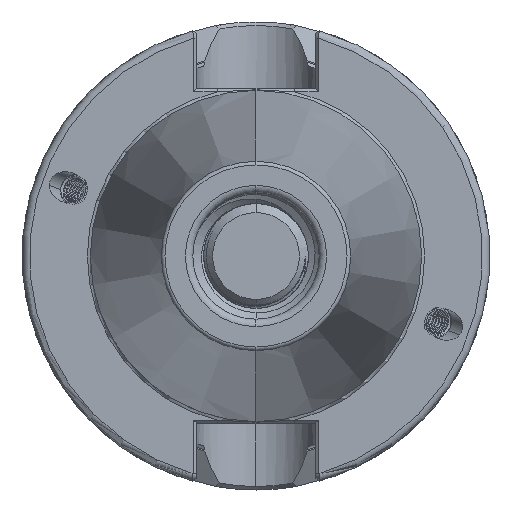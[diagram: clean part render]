
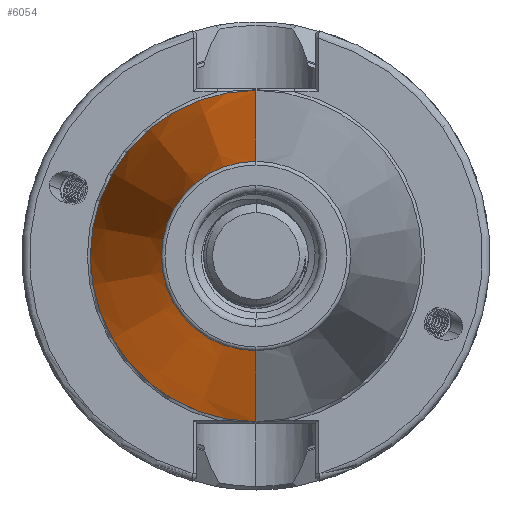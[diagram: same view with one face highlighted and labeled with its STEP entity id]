
A CAD part, left-side view. The second image highlights one B-rep face of the part: STEP entity #6054.
In plain terms, the highlighted conical face has half-angle 8.297 degrees and reference radius 22.298 mm.
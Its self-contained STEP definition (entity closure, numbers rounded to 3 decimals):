
#1937 = AXIS2_PLACEMENT_3D ( 'NONE', #22709, #22712, #22714 ) ;
#1952 = AXIS2_PLACEMENT_3D ( 'NONE', #22671, #22673, #22674 ) ;
#6054 = ADVANCED_FACE ( 'NONE', ( #18049 ), #18047, .T. ) ;
#6371 = EDGE_LOOP ( 'NONE', ( #20584, #20572, #20581, #20594 ) ) ;
#7161 = VERTEX_POINT ( 'NONE', #11198 ) ;
#7162 = VERTEX_POINT ( 'NONE', #11158 ) ;
#7173 = VERTEX_POINT ( 'NONE', #11174 ) ;
#7201 = VERTEX_POINT ( 'NONE', #11254 ) ;
#9570 = AXIS2_PLACEMENT_3D ( 'NONE', #11002, #10983, #10919 ) ;
#10919 = DIRECTION ( 'NONE',  ( 0., 0., -1. ) ) ;
#10983 = DIRECTION ( 'NONE',  ( 1., 0., 0. ) ) ;
#11002 = CARTESIAN_POINT ( 'NONE',  ( -1.5, 0., 0. ) ) ;
#11158 = CARTESIAN_POINT ( 'NONE',  ( -1.5, 0., -22.298 ) ) ;
#11174 = CARTESIAN_POINT ( 'NONE',  ( -66.972, 0., 12.75 ) ) ;
#11198 = CARTESIAN_POINT ( 'NONE',  ( -66.972, 0., -12.75 ) ) ;
#11254 = CARTESIAN_POINT ( 'NONE',  ( -1.5, 0., 22.298 ) ) ;
#16679 = EDGE_CURVE ( 'NONE', #7162, #7201, #18177, .T. ) ;
#16695 = EDGE_CURVE ( 'NONE', #7161, #7162, #18179, .T. ) ;
#16697 = EDGE_CURVE ( 'NONE', #7161, #7173, #18185, .T. ) ;
#16726 = EDGE_CURVE ( 'NONE', #7173, #7201, #18266, .T. ) ;
#18047 = CONICAL_SURFACE ( 'NONE', #9570, 22.298, 0.145 ) ;
#18049 = FACE_OUTER_BOUND ( 'NONE', #6371, .T. ) ;
#18177 = CIRCLE ( 'NONE', #1952, 22.298 ) ;
#18179 = LINE ( 'NONE', #22750, #18183 ) ;
#18183 = VECTOR ( 'NONE', #22753, 1000. ) ;
#18185 = CIRCLE ( 'NONE', #1937, 12.75 ) ;
#18230 = VECTOR ( 'NONE', #21862, 1000. ) ;
#18266 = LINE ( 'NONE', #21824, #18230 ) ;
#20572 = ORIENTED_EDGE ( 'NONE', *, *, #16726, .T. ) ;
#20581 = ORIENTED_EDGE ( 'NONE', *, *, #16679, .F. ) ;
#20584 = ORIENTED_EDGE ( 'NONE', *, *, #16697, .T. ) ;
#20594 = ORIENTED_EDGE ( 'NONE', *, *, #16695, .F. ) ;
#21824 = CARTESIAN_POINT ( 'NONE',  ( -1.5, 0., 22.298 ) ) ;
#21862 = DIRECTION ( 'NONE',  ( 0.99, 0., 0.144 ) ) ;
#22671 = CARTESIAN_POINT ( 'NONE',  ( -1.5, 0., 0. ) ) ;
#22673 = DIRECTION ( 'NONE',  ( 1., 0., 0. ) ) ;
#22674 = DIRECTION ( 'NONE',  ( 0., 0., -1. ) ) ;
#22709 = CARTESIAN_POINT ( 'NONE',  ( -66.972, 0., 0. ) ) ;
#22712 = DIRECTION ( 'NONE',  ( 1., 0., 0. ) ) ;
#22714 = DIRECTION ( 'NONE',  ( 0., 0., -1. ) ) ;
#22750 = CARTESIAN_POINT ( 'NONE',  ( -1.5, 0., -22.298 ) ) ;
#22753 = DIRECTION ( 'NONE',  ( 0.99, 0., -0.144 ) ) ;
